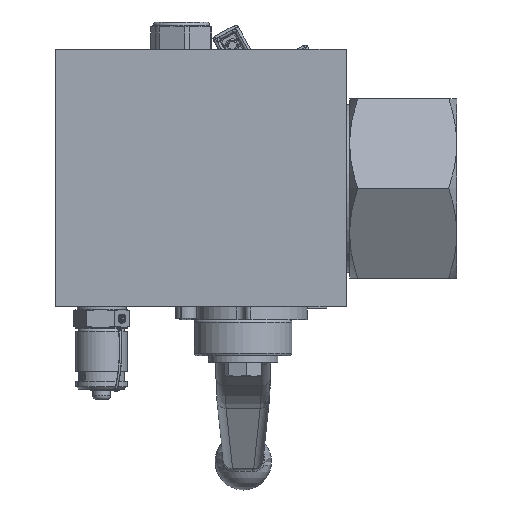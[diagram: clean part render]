
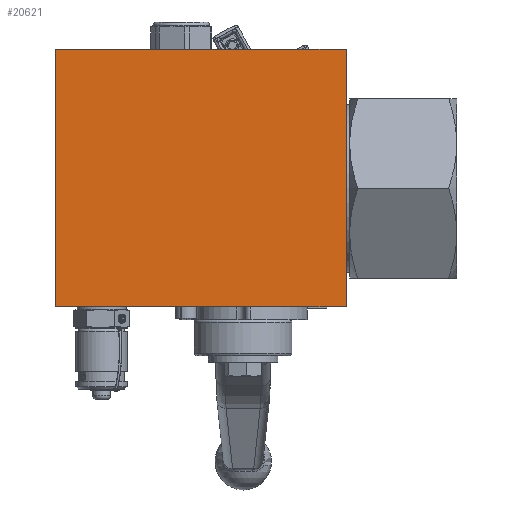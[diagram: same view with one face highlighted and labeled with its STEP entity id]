
A CAD part, left-side view. The second image highlights one B-rep face of the part: STEP entity #20621.
In plain terms, the highlighted planar face has unit normal (-1, 0, 0).
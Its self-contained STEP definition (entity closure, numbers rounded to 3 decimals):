
#1611=LINE('',#31720,#2857);
#1623=LINE('',#31769,#2869);
#1748=LINE('',#32164,#2994);
#1749=LINE('',#32165,#2995);
#2857=VECTOR('',#25025,10.);
#2869=VECTOR('',#25067,10.);
#2994=VECTOR('',#25490,10.);
#2995=VECTOR('',#25491,10.);
#4596=FACE_OUTER_BOUND('',#5923,.T.);
#5923=EDGE_LOOP('',(#14319,#14320,#14321,#14322));
#8630=VERTEX_POINT('',#31714);
#8632=VERTEX_POINT('',#31718);
#8652=VERTEX_POINT('',#31765);
#8654=VERTEX_POINT('',#31768);
#10661=EDGE_CURVE('',#8632,#8630,#1611,.T.);
#10684=EDGE_CURVE('',#8654,#8652,#1623,.T.);
#10878=EDGE_CURVE('',#8630,#8652,#1748,.T.);
#10879=EDGE_CURVE('',#8654,#8632,#1749,.T.);
#14319=ORIENTED_EDGE('',*,*,#10878,.F.);
#14320=ORIENTED_EDGE('',*,*,#10661,.F.);
#14321=ORIENTED_EDGE('',*,*,#10879,.F.);
#14322=ORIENTED_EDGE('',*,*,#10684,.T.);
#20106=PLANE('',#22396);
#20621=ADVANCED_FACE('',(#4596),#20106,.F.);
#22396=AXIS2_PLACEMENT_3D('',#32163,#25488,#25489);
#25025=DIRECTION('',(0.,0.,-1.));
#25067=DIRECTION('',(0.,0.,-1.));
#25488=DIRECTION('center_axis',(1.,0.,0.));
#25489=DIRECTION('ref_axis',(0.,0.,-1.));
#25490=DIRECTION('',(0.,1.,0.));
#25491=DIRECTION('',(0.,-1.,0.));
#31714=CARTESIAN_POINT('',(-83.5,-56.5,-100.));
#31718=CARTESIAN_POINT('',(-83.5,-56.5,0.));
#31720=CARTESIAN_POINT('',(-83.5,-56.5,0.));
#31765=CARTESIAN_POINT('',(-83.5,56.5,-100.));
#31768=CARTESIAN_POINT('',(-83.5,56.5,0.));
#31769=CARTESIAN_POINT('',(-83.5,56.5,0.));
#32163=CARTESIAN_POINT('Origin',(-83.5,-56.5,0.));
#32164=CARTESIAN_POINT('',(-83.5,56.5,-100.));
#32165=CARTESIAN_POINT('',(-83.5,56.5,0.));
